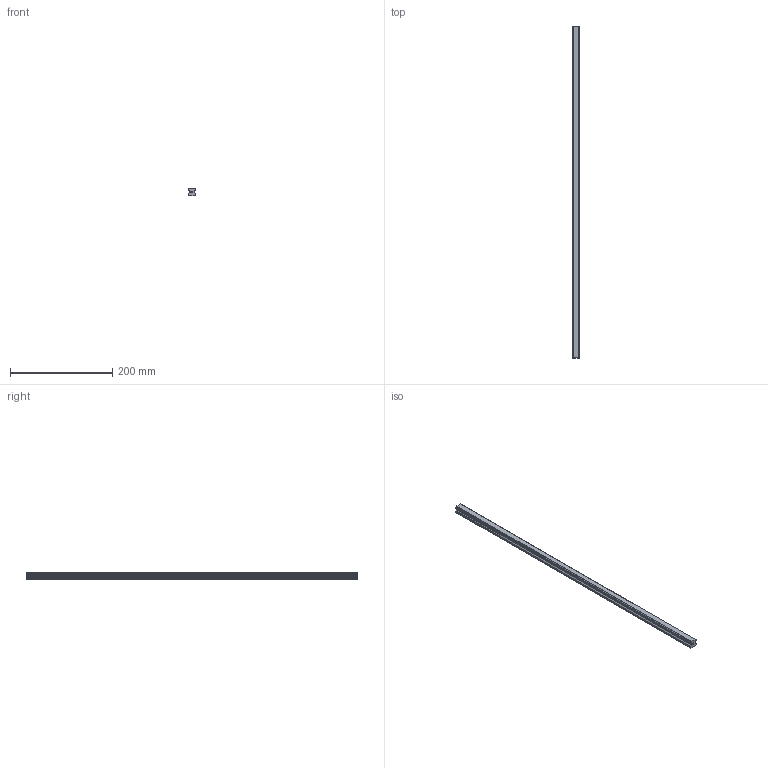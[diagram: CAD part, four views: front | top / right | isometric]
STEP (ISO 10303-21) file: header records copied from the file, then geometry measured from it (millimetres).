
FILE_DESCRIPTION(('STEP AP214'),'1');
FILE_NAME('cctmp_F85D7414-5A8A-463F-8745-0FC23F5AA82A_2021_01_19_12_59_00_0852..stp','2021-01-19T11:59:00',('HIWIN GmbH'),('CADClick - www.CADClick.com'),'Spatial InterOp 3D',' ','unknown authorization');
FILE_SCHEMA(('AUTOMOTIVE_DESIGN'));
Length unit declared in the file: millimetre
Products named in the file (1): HGR15T650C_FILE
Bounding box: 15 x 650 x 15 mm (x, y, z)
Volume: 121991.8 mm3; surface area: 41546.9 mm2
Topology: 1 solids, 1 shells, 159 faces, 437 edges, 273 vertices
Faces by surface type: plane 89, cylinder 48, cone 22
Entity records: 6153 total; most frequent: CARTESIAN_POINT 848, DIRECTION 831, ORIENTED_EDGE 830, EDGE_CURVE 415, LINE 319, VECTOR 319, VERTEX_POINT 273, AXIS2_PLACEMENT_3D 256
